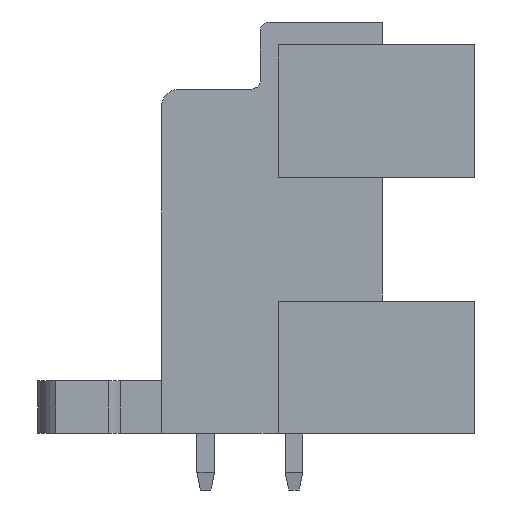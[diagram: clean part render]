
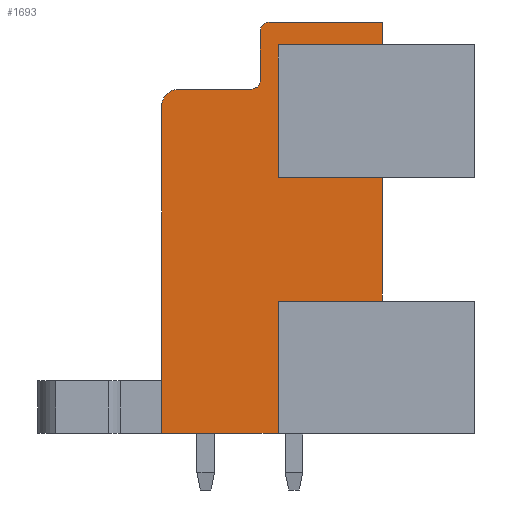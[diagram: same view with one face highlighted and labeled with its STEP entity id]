
A CAD part, left-side view. The second image highlights one B-rep face of the part: STEP entity #1693.
In plain terms, the highlighted planar face has unit normal (-1, 0, 0).
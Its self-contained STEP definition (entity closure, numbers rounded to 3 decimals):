
#105=AXIS2_PLACEMENT_3D('Plane Axis2P3D',#102,#103,#104) ;
#1430=AXIS2_PLACEMENT_3D('Circle Axis2P3D',#1428,#1429,$) ;
#1478=AXIS2_PLACEMENT_3D('Circle Axis2P3D',#1476,#1477,$) ;
#1526=AXIS2_PLACEMENT_3D('Circle Axis2P3D',#1524,#1525,$) ;
#36=CARTESIAN_POINT('Line Origine',(0.7,11.1,6.95)) ;
#40=CARTESIAN_POINT('Vertex',(0.7,11.1,10.7)) ;
#42=CARTESIAN_POINT('Vertex',(0.7,11.1,3.2)) ;
#102=CARTESIAN_POINT('Axis2P3D Location',(0.7,0.,0.)) ;
#142=CARTESIAN_POINT('Line Origine',(0.7,11.1,21.45)) ;
#146=CARTESIAN_POINT('Vertex',(0.7,11.1,25.2)) ;
#148=CARTESIAN_POINT('Vertex',(0.7,11.1,17.7)) ;
#862=CARTESIAN_POINT('Vertex',(0.7,5.2,17.7)) ;
#865=CARTESIAN_POINT('Line Origine',(0.7,5.2,14.2)) ;
#869=CARTESIAN_POINT('Vertex',(0.7,5.2,10.7)) ;
#1370=CARTESIAN_POINT('Vertex',(0.7,5.2,26.5)) ;
#1373=CARTESIAN_POINT('Line Origine',(0.7,5.2,25.85)) ;
#1377=CARTESIAN_POINT('Vertex',(0.7,5.2,25.2)) ;
#1401=CARTESIAN_POINT('Vertex',(0.7,11.6,26.5)) ;
#1404=CARTESIAN_POINT('Line Origine',(0.7,8.4,26.5)) ;
#1425=CARTESIAN_POINT('Vertex',(0.7,12.1,26.)) ;
#1428=CARTESIAN_POINT('Axis2P3D Location',(0.7,11.6,26.)) ;
#1449=CARTESIAN_POINT('Vertex',(0.7,12.1,23.2)) ;
#1452=CARTESIAN_POINT('Line Origine',(0.7,12.1,24.6)) ;
#1473=CARTESIAN_POINT('Vertex',(0.7,12.6,22.7)) ;
#1476=CARTESIAN_POINT('Axis2P3D Location',(0.7,12.6,23.2)) ;
#1497=CARTESIAN_POINT('Vertex',(0.7,16.7,22.7)) ;
#1500=CARTESIAN_POINT('Line Origine',(0.7,14.65,22.7)) ;
#1521=CARTESIAN_POINT('Vertex',(0.7,17.7,21.7)) ;
#1524=CARTESIAN_POINT('Axis2P3D Location',(0.7,16.7,21.7)) ;
#1603=CARTESIAN_POINT('Vertex',(0.7,17.7,3.2)) ;
#1606=CARTESIAN_POINT('Line Origine',(0.7,17.7,12.45)) ;
#1656=CARTESIAN_POINT('Line Origine',(0.7,8.15,17.7)) ;
#1661=CARTESIAN_POINT('Line Origine',(0.7,8.15,25.2)) ;
#1666=CARTESIAN_POINT('Line Origine',(0.7,14.4,3.2)) ;
#1671=CARTESIAN_POINT('Line Origine',(0.7,8.15,10.7)) ;
#37=DIRECTION('Vector Direction',(0.,0.,1.)) ;
#103=DIRECTION('Axis2P3D Direction',(-1.,0.,0.)) ;
#104=DIRECTION('Axis2P3D XDirection',(0.,-1.,0.)) ;
#143=DIRECTION('Vector Direction',(0.,0.,1.)) ;
#866=DIRECTION('Vector Direction',(0.,0.,-1.)) ;
#1374=DIRECTION('Vector Direction',(0.,0.,-1.)) ;
#1405=DIRECTION('Vector Direction',(0.,-1.,0.)) ;
#1429=DIRECTION('Axis2P3D Direction',(-1.,0.,0.)) ;
#1453=DIRECTION('Vector Direction',(0.,0.,1.)) ;
#1477=DIRECTION('Axis2P3D Direction',(-1.,0.,0.)) ;
#1501=DIRECTION('Vector Direction',(0.,-1.,0.)) ;
#1525=DIRECTION('Axis2P3D Direction',(-1.,0.,0.)) ;
#1607=DIRECTION('Vector Direction',(0.,0.,1.)) ;
#1657=DIRECTION('Vector Direction',(0.,1.,0.)) ;
#1662=DIRECTION('Vector Direction',(0.,-1.,0.)) ;
#1667=DIRECTION('Vector Direction',(0.,1.,0.)) ;
#1672=DIRECTION('Vector Direction',(0.,-1.,0.)) ;
#38=VECTOR('Line Direction',#37,1.) ;
#144=VECTOR('Line Direction',#143,1.) ;
#867=VECTOR('Line Direction',#866,1.) ;
#1375=VECTOR('Line Direction',#1374,1.) ;
#1406=VECTOR('Line Direction',#1405,1.) ;
#1454=VECTOR('Line Direction',#1453,1.) ;
#1502=VECTOR('Line Direction',#1501,1.) ;
#1608=VECTOR('Line Direction',#1607,1.) ;
#1658=VECTOR('Line Direction',#1657,1.) ;
#1663=VECTOR('Line Direction',#1662,1.) ;
#1668=VECTOR('Line Direction',#1667,1.) ;
#1673=VECTOR('Line Direction',#1672,1.) ;
#1677=ORIENTED_EDGE('',*,*,#1660,.F.) ;
#1678=ORIENTED_EDGE('',*,*,#150,.F.) ;
#1679=ORIENTED_EDGE('',*,*,#1665,.F.) ;
#1680=ORIENTED_EDGE('',*,*,#1379,.T.) ;
#1681=ORIENTED_EDGE('',*,*,#1408,.T.) ;
#1682=ORIENTED_EDGE('',*,*,#1432,.T.) ;
#1683=ORIENTED_EDGE('',*,*,#1456,.T.) ;
#1684=ORIENTED_EDGE('',*,*,#1480,.T.) ;
#1685=ORIENTED_EDGE('',*,*,#1504,.T.) ;
#1686=ORIENTED_EDGE('',*,*,#1528,.T.) ;
#1687=ORIENTED_EDGE('',*,*,#1610,.T.) ;
#1688=ORIENTED_EDGE('',*,*,#1670,.T.) ;
#1689=ORIENTED_EDGE('',*,*,#44,.F.) ;
#1690=ORIENTED_EDGE('',*,*,#1675,.F.) ;
#1691=ORIENTED_EDGE('',*,*,#871,.T.) ;
#1693=ADVANCED_FACE('Housing',(#1692),#106,.T.) ;
#1431=CIRCLE('generated circle',#1430,0.5) ;
#1479=CIRCLE('generated circle',#1478,0.5) ;
#1527=CIRCLE('generated circle',#1526,1.) ;
#44=EDGE_CURVE('',#41,#43,#39,.F.) ;
#150=EDGE_CURVE('',#147,#149,#145,.F.) ;
#871=EDGE_CURVE('',#870,#863,#868,.F.) ;
#1379=EDGE_CURVE('',#1378,#1371,#1376,.F.) ;
#1408=EDGE_CURVE('',#1371,#1402,#1407,.F.) ;
#1432=EDGE_CURVE('',#1402,#1426,#1431,.T.) ;
#1456=EDGE_CURVE('',#1426,#1450,#1455,.F.) ;
#1480=EDGE_CURVE('',#1450,#1474,#1479,.F.) ;
#1504=EDGE_CURVE('',#1474,#1498,#1503,.F.) ;
#1528=EDGE_CURVE('',#1498,#1522,#1527,.T.) ;
#1610=EDGE_CURVE('',#1522,#1604,#1609,.F.) ;
#1660=EDGE_CURVE('',#149,#863,#1659,.F.) ;
#1665=EDGE_CURVE('',#1378,#147,#1664,.F.) ;
#1670=EDGE_CURVE('',#1604,#43,#1669,.F.) ;
#1675=EDGE_CURVE('',#870,#41,#1674,.F.) ;
#1676=EDGE_LOOP('',(#1677,#1678,#1679,#1680,#1681,#1682,#1683,#1684,#1685,#1686,#1687,#1688,#1689,#1690,#1691)) ;
#1692=FACE_OUTER_BOUND('',#1676,.T.) ;
#39=LINE('Line',#36,#38) ;
#145=LINE('Line',#142,#144) ;
#868=LINE('Line',#865,#867) ;
#1376=LINE('Line',#1373,#1375) ;
#1407=LINE('Line',#1404,#1406) ;
#1455=LINE('Line',#1452,#1454) ;
#1503=LINE('Line',#1500,#1502) ;
#1609=LINE('Line',#1606,#1608) ;
#1659=LINE('Line',#1656,#1658) ;
#1664=LINE('Line',#1661,#1663) ;
#1669=LINE('Line',#1666,#1668) ;
#1674=LINE('Line',#1671,#1673) ;
#106=PLANE('',#105) ;
#41=VERTEX_POINT('',#40) ;
#43=VERTEX_POINT('',#42) ;
#147=VERTEX_POINT('',#146) ;
#149=VERTEX_POINT('',#148) ;
#863=VERTEX_POINT('',#862) ;
#870=VERTEX_POINT('',#869) ;
#1371=VERTEX_POINT('',#1370) ;
#1378=VERTEX_POINT('',#1377) ;
#1402=VERTEX_POINT('',#1401) ;
#1426=VERTEX_POINT('',#1425) ;
#1450=VERTEX_POINT('',#1449) ;
#1474=VERTEX_POINT('',#1473) ;
#1498=VERTEX_POINT('',#1497) ;
#1522=VERTEX_POINT('',#1521) ;
#1604=VERTEX_POINT('',#1603) ;
